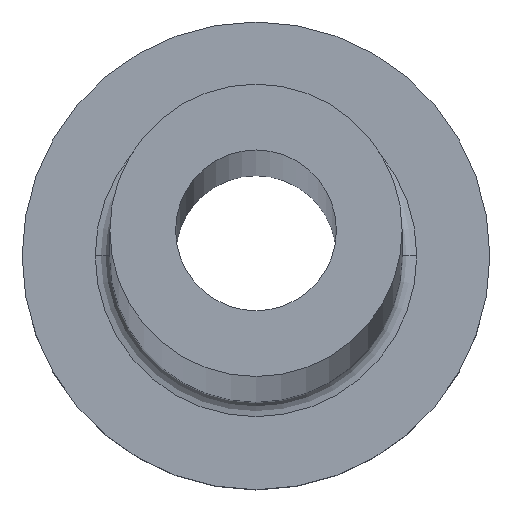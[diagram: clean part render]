
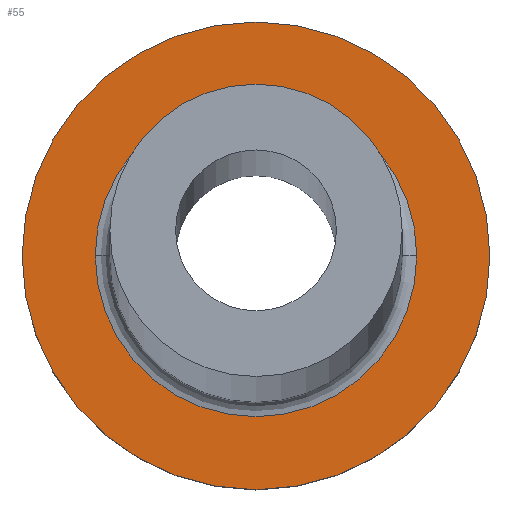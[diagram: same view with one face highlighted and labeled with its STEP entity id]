
A CAD part, top view. The second image highlights one B-rep face of the part: STEP entity #55.
In plain terms, the highlighted planar face has unit normal (0, 0, 1).
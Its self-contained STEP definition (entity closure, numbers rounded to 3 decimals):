
#2 = EDGE_LOOP ( 'NONE', ( #167, #163 ) ) ;
#15 = EDGE_CURVE ( 'NONE', #142, #16, #53, .T. ) ;
#16 = VERTEX_POINT ( 'NONE', #116 ) ;
#23 = FACE_OUTER_BOUND ( 'NONE', #2, .T. ) ;
#27 = AXIS2_PLACEMENT_3D ( 'NONE', #374, #119, #241 ) ;
#29 = DIRECTION ( 'NONE',  ( 0., 0., 1. ) ) ;
#33 = AXIS2_PLACEMENT_3D ( 'NONE', #109, #233, #314 ) ;
#45 = EDGE_CURVE ( 'NONE', #16, #142, #204, .T. ) ;
#48 = AXIS2_PLACEMENT_3D ( 'NONE', #133, #312, #189 ) ;
#53 = CIRCLE ( 'NONE', #206, 5.5 ) ;
#55 = ADVANCED_FACE ( 'NONE', ( #84, #23 ), #127, .T. ) ;
#69 = ORIENTED_EDGE ( 'NONE', *, *, #45, .T. ) ;
#76 = VERTEX_POINT ( 'NONE', #94 ) ;
#84 = FACE_BOUND ( 'NONE', #115, .T. ) ;
#92 = CARTESIAN_POINT ( 'NONE',  ( 5.5, 0., 5. ) ) ;
#94 = CARTESIAN_POINT ( 'NONE',  ( 8., 0., 5. ) ) ;
#109 = CARTESIAN_POINT ( 'NONE',  ( 0., 0., 5. ) ) ;
#115 = EDGE_LOOP ( 'NONE', ( #365, #69 ) ) ;
#116 = CARTESIAN_POINT ( 'NONE',  ( -5.5, 0., 5. ) ) ;
#119 = DIRECTION ( 'NONE',  ( 0., 0., -1. ) ) ;
#127 = PLANE ( 'NONE',  #286 ) ;
#133 = CARTESIAN_POINT ( 'NONE',  ( 0., 0., 5. ) ) ;
#142 = VERTEX_POINT ( 'NONE', #92 ) ;
#156 = DIRECTION ( 'NONE',  ( 1., 0., 0. ) ) ;
#163 = ORIENTED_EDGE ( 'NONE', *, *, #335, .T. ) ;
#167 = ORIENTED_EDGE ( 'NONE', *, *, #270, .T. ) ;
#189 = DIRECTION ( 'NONE',  ( 1., 0., 0. ) ) ;
#194 = CIRCLE ( 'NONE', #33, 8. ) ;
#204 = CIRCLE ( 'NONE', #27, 5.5 ) ;
#206 = AXIS2_PLACEMENT_3D ( 'NONE', #344, #267, #368 ) ;
#233 = DIRECTION ( 'NONE',  ( 0., 0., 1. ) ) ;
#241 = DIRECTION ( 'NONE',  ( 1., 0., 0. ) ) ;
#259 = VERTEX_POINT ( 'NONE', #288 ) ;
#267 = DIRECTION ( 'NONE',  ( 0., 0., -1. ) ) ;
#270 = EDGE_CURVE ( 'NONE', #259, #76, #194, .T. ) ;
#286 = AXIS2_PLACEMENT_3D ( 'NONE', #302, #29, #156 ) ;
#288 = CARTESIAN_POINT ( 'NONE',  ( -8., 0., 5. ) ) ;
#291 = CIRCLE ( 'NONE', #48, 8. ) ;
#302 = CARTESIAN_POINT ( 'NONE',  ( 0., 0., 5. ) ) ;
#312 = DIRECTION ( 'NONE',  ( 0., 0., 1. ) ) ;
#314 = DIRECTION ( 'NONE',  ( 1., 0., 0. ) ) ;
#335 = EDGE_CURVE ( 'NONE', #76, #259, #291, .T. ) ;
#344 = CARTESIAN_POINT ( 'NONE',  ( 0., 0., 5. ) ) ;
#365 = ORIENTED_EDGE ( 'NONE', *, *, #15, .T. ) ;
#368 = DIRECTION ( 'NONE',  ( 1., 0., 0. ) ) ;
#374 = CARTESIAN_POINT ( 'NONE',  ( 0., 0., 5. ) ) ;
